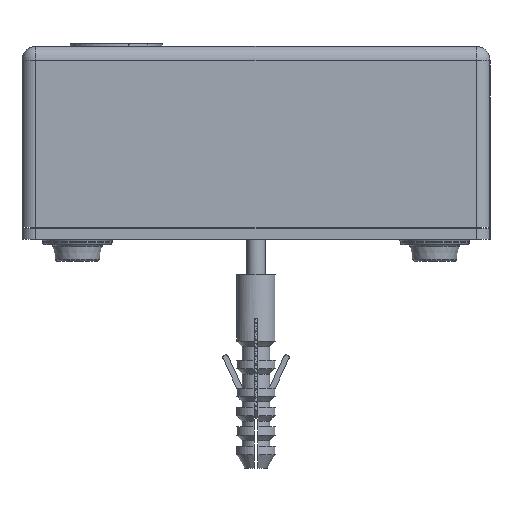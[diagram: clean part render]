
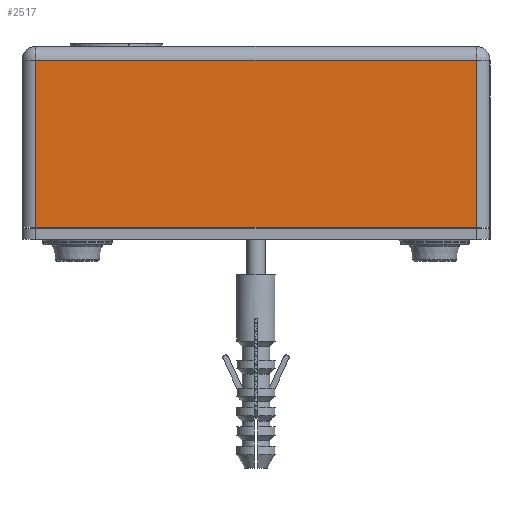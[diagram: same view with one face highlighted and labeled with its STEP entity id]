
A CAD part, left-side view. The second image highlights one B-rep face of the part: STEP entity #2517.
In plain terms, the highlighted planar face has unit normal (-1, 0, 0).
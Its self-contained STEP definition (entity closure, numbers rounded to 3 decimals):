
#1650=PLANE('',#26019);
#2517=ADVANCED_FACE('',(#3887),#1650,.T.);
#3887=FACE_OUTER_BOUND('',#5175,.T.);
#5175=EDGE_LOOP('',(#12437,#12438,#12439,#12440));
#6667=LINE('',#43707,#9267);
#6669=LINE('',#43714,#9269);
#6671=LINE('',#43720,#9271);
#6672=LINE('',#43722,#9272);
#9267=VECTOR('',#28495,1.);
#9269=VECTOR('',#28505,1.);
#9271=VECTOR('',#28511,1.);
#9272=VECTOR('',#28514,1.);
#12437=ORIENTED_EDGE('',*,*,#21695,.T.);
#12438=ORIENTED_EDGE('',*,*,#21699,.T.);
#12439=ORIENTED_EDGE('',*,*,#21702,.T.);
#12440=ORIENTED_EDGE('',*,*,#21703,.T.);
#18958=VERTEX_POINT('',#43697);
#18959=VERTEX_POINT('',#43701);
#18962=VERTEX_POINT('',#43706);
#18965=VERTEX_POINT('',#43719);
#21695=EDGE_CURVE('',#18959,#18962,#6667,.T.);
#21699=EDGE_CURVE('',#18962,#18958,#6669,.T.);
#21702=EDGE_CURVE('',#18958,#18965,#6671,.T.);
#21703=EDGE_CURVE('',#18965,#18959,#6672,.T.);
#26019=AXIS2_PLACEMENT_3D('',#43723,#28515,#28516);
#28495=DIRECTION('',(0.,0.,1.));
#28505=DIRECTION('',(0.,1.,0.));
#28511=DIRECTION('',(0.,0.,-1.));
#28514=DIRECTION('',(0.,-1.,0.));
#28515=DIRECTION('',(-1.,0.,0.));
#28516=DIRECTION('',(0.,0.,-1.));
#43697=CARTESIAN_POINT('',(-33.5,-115.25,24.397));
#43701=CARTESIAN_POINT('',(-33.5,-194.75,-5.803));
#43706=CARTESIAN_POINT('',(-33.5,-194.75,24.397));
#43707=CARTESIAN_POINT('',(-33.5,-194.75,26.956));
#43714=CARTESIAN_POINT('',(-33.5,-115.25,24.397));
#43719=CARTESIAN_POINT('',(-33.5,-115.25,-5.803));
#43720=CARTESIAN_POINT('',(-33.5,-115.25,26.956));
#43722=CARTESIAN_POINT('',(-33.5,-120.,-5.803));
#43723=CARTESIAN_POINT('',(-33.5,-193.5,26.956));
